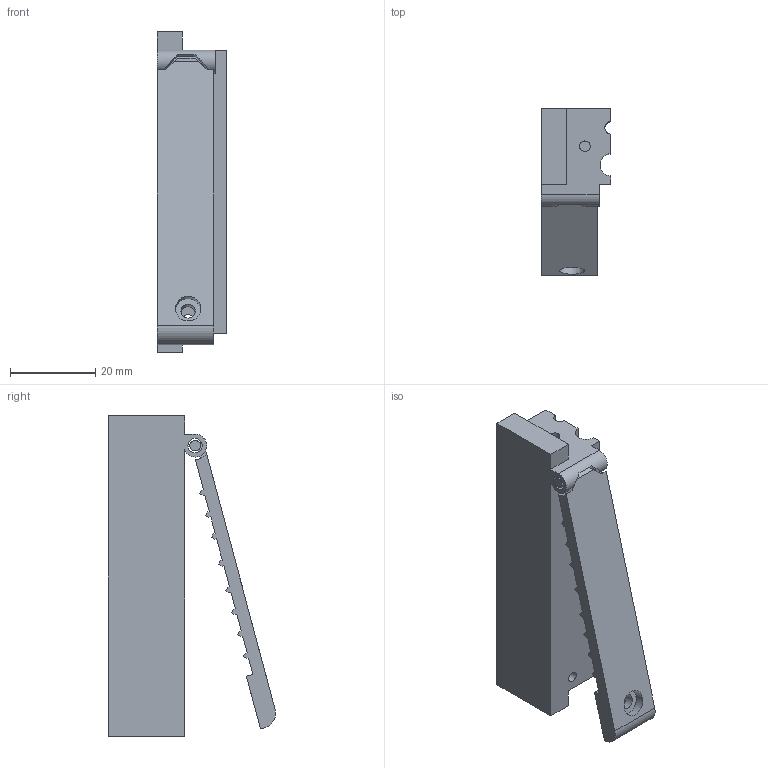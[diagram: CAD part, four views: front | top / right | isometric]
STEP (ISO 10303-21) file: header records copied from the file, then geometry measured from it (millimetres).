
FILE_DESCRIPTION(/* description */ (''),/* implementation_level */ '2;1');
FILE_NAME(/* name */ 'back-tab-mount-right-bottom.step',/* time_stamp */ '2025-11-28T14:51:32-08:00',/* author */ (''),/* organization */ (''),/* preprocessor_version */ 'ST-DEVELOPER v20.1',/* originating_system */ 'Autodesk Translation Framework v14.21.0.0',/* authorisation */ '');
FILE_SCHEMA (('AUTOMOTIVE_DESIGN { 1 0 10303 214 3 1 1 }'));
Length unit declared in the file: millimetre
Products named in the file (7): back-tab-mount-right-bottom; Component2; Component3; Component4; Component5; Component6; Component7
Assembly tree (6 placements, depth 2):
  back-tab-mount-right-bottom
    Component2
    Component3
    Component4
    Component5
    Component6
    Component7
Bounding box: 16.3 x 39.3 x 75.28 mm (x, y, z)
Volume: 21561.1 mm3; surface area: 9064.9 mm2
Topology: 2 solids, 2 shells, 107 faces, 297 edges, 198 vertices
Faces by surface type: plane 89, cylinder 14, cone 4
Full cylindrical faces by diameter (mm): 2.5 x4, 3.4 x2, 6 x1
Entity records: 3674 total; most frequent: CARTESIAN_POINT 694, ORIENTED_EDGE 594, DIRECTION 574, EDGE_CURVE 297, LINE 234, VECTOR 234, VERTEX_POINT 198, AXIS2_PLACEMENT_3D 170
